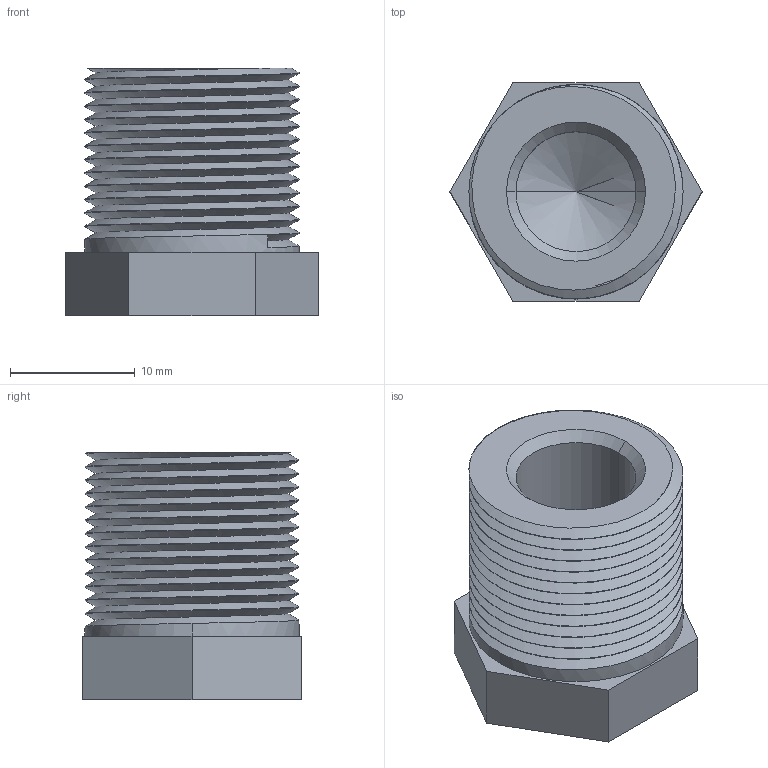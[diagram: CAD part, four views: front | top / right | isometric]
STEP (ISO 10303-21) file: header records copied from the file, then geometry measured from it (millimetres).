
FILE_DESCRIPTION (( 'STEP AP203' ), '1' );
FILE_NAME ('BFHHP-38N.step', '2016-02-15T20:05:23', ( '' ), ( '' ), 'SwSTEP 2.0', 'SolidWorks 2015', '' );
FILE_SCHEMA (( 'CONFIG_CONTROL_DESIGN' ));
Length unit declared in the file: inch
Products named in the file (1): BFHHP-38N
Bounding box: 20.18 x 17.48 x 19.81 mm (x, y, z)
Volume: 3583.2 mm3; surface area: 2571.6 mm2
Topology: 1 solids, 1 shells, 45 faces, 122 edges, 79 vertices
Faces by surface type: cylinder 29, plane 10, cone 4, bspline 2
Entity records: 2858 total; most frequent: CARTESIAN_POINT 1828, ORIENTED_EDGE 240, DIRECTION 157, EDGE_CURVE 120, VERTEX_POINT 79, AXIS2_PLACEMENT_3D 53, LINE 51, VECTOR 51
